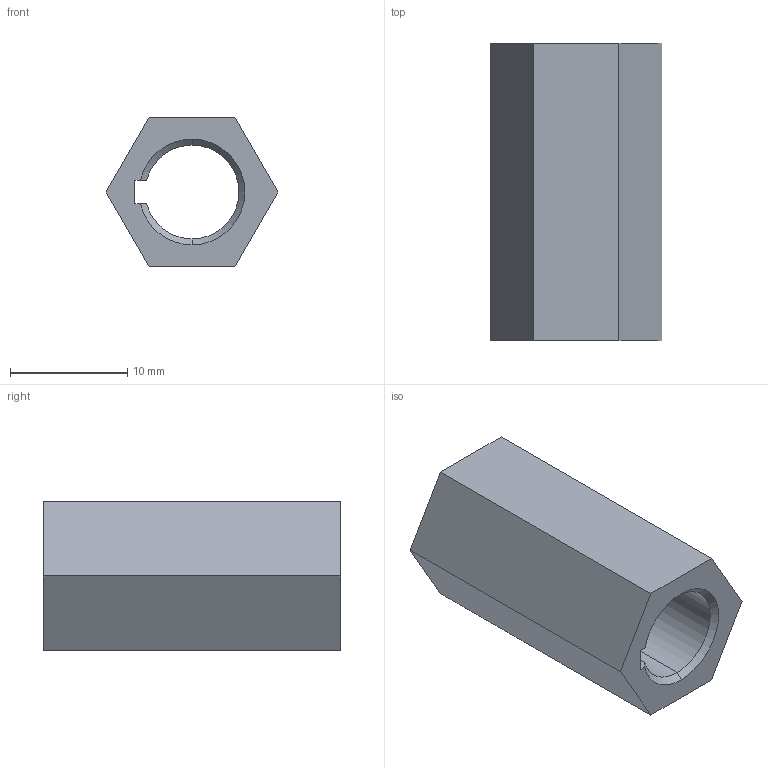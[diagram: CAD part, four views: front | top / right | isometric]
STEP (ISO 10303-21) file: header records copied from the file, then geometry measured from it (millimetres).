
FILE_DESCRIPTION (( 'STEP AP203' ), '1' );
FILE_NAME ('am-0588_long 8mm 500 Hex Adapter Shaft 1000 long.STEP', '2022-05-11T21:09:04', ( '' ), ( '' ), 'SwSTEP 2.0', 'SolidWorks 2021', '' );
FILE_SCHEMA (( 'CONFIG_CONTROL_DESIGN' ));
Length unit declared in the file: inch
Products named in the file (1): am-0588_long 8mm 500 Hex Adapter Shaft 1000 long
Bounding box: 14.66 x 25.4 x 12.7 mm (x, y, z)
Volume: 2217.6 mm3; surface area: 1968.4 mm2
Topology: 1 solids, 1 shells, 20 faces, 50 edges, 32 vertices
Faces by surface type: plane 11, cone 6, cylinder 3
Entity records: 681 total; most frequent: CARTESIAN_POINT 115, DIRECTION 100, ORIENTED_EDGE 100, EDGE_CURVE 50, LINE 34, VECTOR 34, AXIS2_PLACEMENT_3D 33, VERTEX_POINT 32
